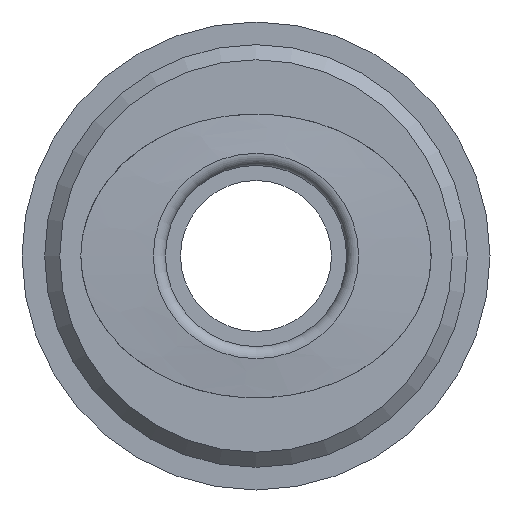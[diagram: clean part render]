
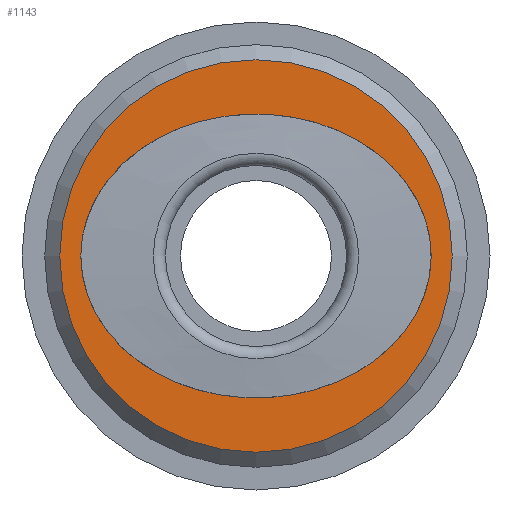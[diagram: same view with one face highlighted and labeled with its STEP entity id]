
A CAD part, front view. The second image highlights one B-rep face of the part: STEP entity #1143.
In plain terms, the highlighted planar face has unit normal (0, -1, 0).
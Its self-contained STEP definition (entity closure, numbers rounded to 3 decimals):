
#637=CARTESIAN_POINT('',(-5.8,-21.125,0.));
#638=VERTEX_POINT('',#637);
#639=CARTESIAN_POINT('',(0.,-21.125,0.0));
#640=DIRECTION('',(0.0,1.0,0.0));
#641=DIRECTION('',(1.0,0.0,0.0));
#642=AXIS2_PLACEMENT_3D('',#639,#640,#641);
#643=ELLIPSE('',#642,5.8,4.7);
#644=EDGE_CURVE('',#638,#638,#643,.T.);
#1124=CARTESIAN_POINT('',(-6.15,-21.125,0.0));
#1125=DIRECTION('',(0.0,-1.0,0.0));
#1126=DIRECTION('',(0.0,0.0,-1.0));
#1127=AXIS2_PLACEMENT_3D('',#1124,#1125,#1126);
#1128=PLANE('',#1127);
#1129=CARTESIAN_POINT('',(-6.5,-21.125,0.0));
#1130=VERTEX_POINT('',#1129);
#1131=CARTESIAN_POINT('',(0.,-21.125,0.0));
#1132=DIRECTION('',(0.0,1.0,0.0));
#1133=DIRECTION('',(-1.0,0.0,0.0));
#1134=AXIS2_PLACEMENT_3D('',#1131,#1132,#1133);
#1135=CIRCLE('',#1134,6.5);
#1136=EDGE_CURVE('',#1130,#1130,#1135,.T.);
#1137=ORIENTED_EDGE('',*,*,#1136,.F.);
#1138=EDGE_LOOP('',(#1137));
#1139=FACE_OUTER_BOUND('',#1138,.T.);
#1140=ORIENTED_EDGE('',*,*,#644,.T.);
#1141=EDGE_LOOP('',(#1140));
#1142=FACE_BOUND('',#1141,.T.);
#1143=ADVANCED_FACE('',(#1139,#1142),#1128,.T.);
